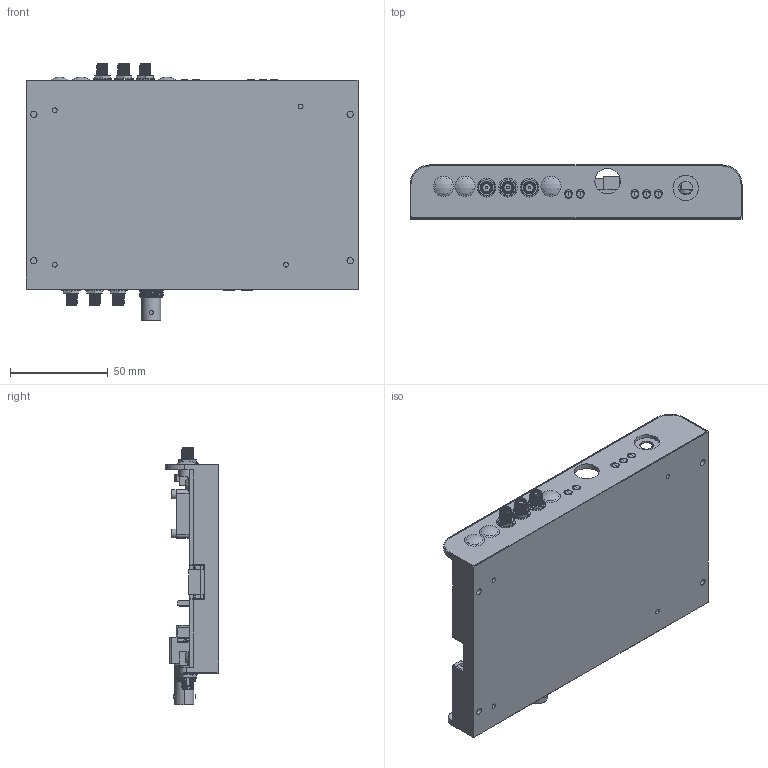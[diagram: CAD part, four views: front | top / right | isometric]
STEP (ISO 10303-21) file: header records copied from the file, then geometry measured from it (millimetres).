
FILE_DESCRIPTION (( 'STEP AP203' ), '1' );
FILE_NAME ('CCS-LN-TDLAS_Butterfly.STEP', '2023-08-09T15:50:12', ( '' ), ( '' ), 'SwSTEP 2.0', 'SolidWorks 2021', '' );
FILE_SCHEMA (( 'CONFIG_CONTROL_DESIGN' ));
Products named in the file (1): CCS-LN-TDLAS_Butterfly
Bounding box: 170 x 27.5 x 131.91 mm (x, y, z)
Surface area: 110503.3 mm2 (no closed solid volume)
Topology: 0 solids, 136 shells, 1389 faces, 6437 edges, 4977 vertices
Faces by surface type: plane 637, cylinder 403, bspline 216, cone 106, sphere 17, torus 10
Full cylindrical faces by diameter (mm): 1.6 x2, 1.8 x1, 2.015 x1, 2.05 x4, 2.5 x4, 2.54 x4, 2.8 x1, 3.004 x1, 3.2 x1, 3.3 x4, 4 x5, 4.068 x1, 4.5 x3, 5 x4, 7 x1, 7.6 x4, 7.9 x3, 8 x3, 11.5 x1, 13 x2, 23.5 x2
Entity records: 98621 total; most frequent: CARTESIAN_POINT 52211, ORIENTED_EDGE 9669, DIRECTION 7519, EDGE_CURVE 6355, VERTEX_POINT 4957, LINE 2935, VECTOR 2935, AXIS2_PLACEMENT_3D 2292
